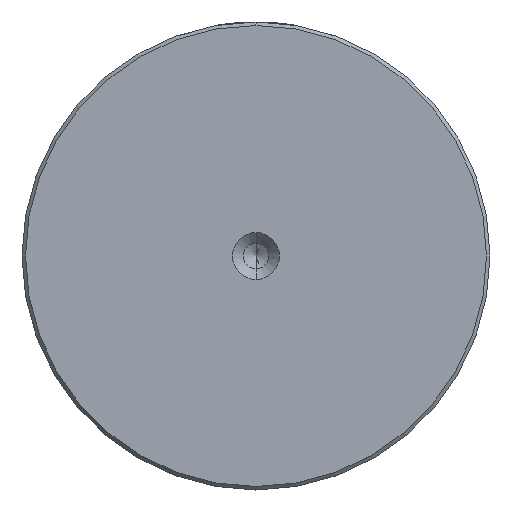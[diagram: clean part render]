
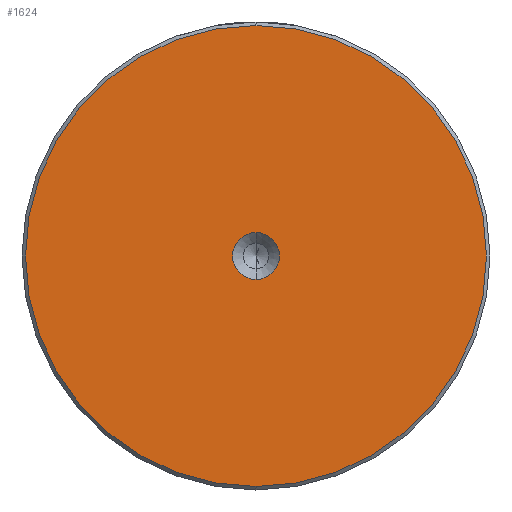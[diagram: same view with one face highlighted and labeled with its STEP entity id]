
A CAD part, left-side view. The second image highlights one B-rep face of the part: STEP entity #1624.
In plain terms, the highlighted planar face has unit normal (-1, 0, 0).
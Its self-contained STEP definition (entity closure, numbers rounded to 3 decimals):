
#18 = EDGE_CURVE ( 'NONE', #1959, #2456, #2307, .T. ) ;
#84 = FACE_OUTER_BOUND ( 'NONE', #2056, .T. ) ;
#124 = AXIS2_PLACEMENT_3D ( 'NONE', #1558, #394, #1744 ) ;
#162 = CARTESIAN_POINT ( 'NONE',  ( 0., 0., -3.3 ) ) ;
#239 = VERTEX_POINT ( 'NONE', #2454 ) ;
#288 = DIRECTION ( 'NONE',  ( 0., 0., 1. ) ) ;
#293 = DIRECTION ( 'NONE',  ( -1., 0., 0. ) ) ;
#311 = CARTESIAN_POINT ( 'NONE',  ( 0., 0., 0. ) ) ;
#394 = DIRECTION ( 'NONE',  ( -1., 0., 0. ) ) ;
#403 = EDGE_CURVE ( 'NONE', #239, #2238, #806, .T. ) ;
#406 = DIRECTION ( 'NONE',  ( 0., 0., 1. ) ) ;
#413 = ORIENTED_EDGE ( 'NONE', *, *, #18, .F. ) ;
#551 = DIRECTION ( 'NONE',  ( -1., 0., 0. ) ) ;
#581 = PLANE ( 'NONE',  #670 ) ;
#636 = FACE_BOUND ( 'NONE', #2021, .T. ) ;
#640 = CIRCLE ( 'NONE', #2325, 32.5 ) ;
#670 = AXIS2_PLACEMENT_3D ( 'NONE', #1000, #1574, #406 ) ;
#700 = CIRCLE ( 'NONE', #124, 3.3 ) ;
#806 = CIRCLE ( 'NONE', #1801, 32.5 ) ;
#835 = ORIENTED_EDGE ( 'NONE', *, *, #403, .T. ) ;
#1000 = CARTESIAN_POINT ( 'NONE',  ( 0., 0., 0. ) ) ;
#1028 = EDGE_CURVE ( 'NONE', #2238, #239, #640, .T. ) ;
#1300 = CARTESIAN_POINT ( 'NONE',  ( 0., 0., 3.3 ) ) ;
#1376 = AXIS2_PLACEMENT_3D ( 'NONE', #311, #293, #288 ) ;
#1539 = ORIENTED_EDGE ( 'NONE', *, *, #1028, .T. ) ;
#1558 = CARTESIAN_POINT ( 'NONE',  ( 0., 0., 0. ) ) ;
#1574 = DIRECTION ( 'NONE',  ( -1., 0., 0. ) ) ;
#1578 = EDGE_CURVE ( 'NONE', #2456, #1959, #700, .T. ) ;
#1624 = ADVANCED_FACE ( 'NONE', ( #84, #636 ), #581, .T. ) ;
#1690 = ORIENTED_EDGE ( 'NONE', *, *, #1578, .F. ) ;
#1713 = CARTESIAN_POINT ( 'NONE',  ( 0., 0., 0. ) ) ;
#1744 = DIRECTION ( 'NONE',  ( 0., 0., 1. ) ) ;
#1801 = AXIS2_PLACEMENT_3D ( 'NONE', #2476, #2469, #2458 ) ;
#1843 = CARTESIAN_POINT ( 'NONE',  ( 0., 0., 32.5 ) ) ;
#1908 = DIRECTION ( 'NONE',  ( 0., 0., 1. ) ) ;
#1959 = VERTEX_POINT ( 'NONE', #162 ) ;
#2021 = EDGE_LOOP ( 'NONE', ( #1690, #413 ) ) ;
#2056 = EDGE_LOOP ( 'NONE', ( #835, #1539 ) ) ;
#2238 = VERTEX_POINT ( 'NONE', #1843 ) ;
#2307 = CIRCLE ( 'NONE', #1376, 3.3 ) ;
#2325 = AXIS2_PLACEMENT_3D ( 'NONE', #1713, #551, #1908 ) ;
#2454 = CARTESIAN_POINT ( 'NONE',  ( 0., 0., -32.5 ) ) ;
#2456 = VERTEX_POINT ( 'NONE', #1300 ) ;
#2458 = DIRECTION ( 'NONE',  ( 0., 0., 1. ) ) ;
#2469 = DIRECTION ( 'NONE',  ( -1., 0., 0. ) ) ;
#2476 = CARTESIAN_POINT ( 'NONE',  ( 0., 0., 0. ) ) ;
